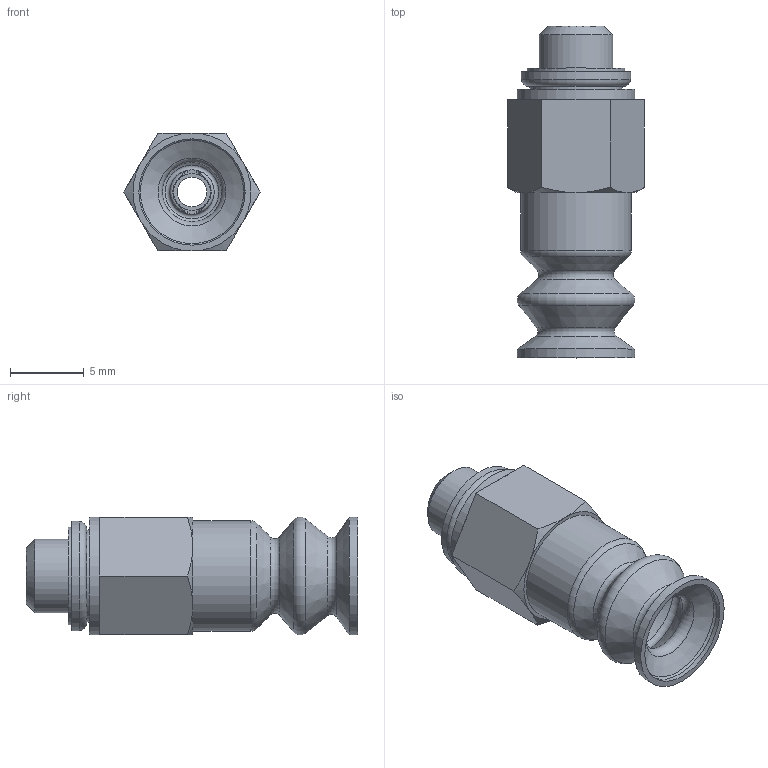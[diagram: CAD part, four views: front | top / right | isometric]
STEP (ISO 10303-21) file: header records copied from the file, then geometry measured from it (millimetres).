
FILE_DESCRIPTION(/* description */ ('STEP AP214'),/* implementation_level */ '2;1');
FILE_NAME(/* name */ '35410_VASB-8-M5-NBR',/* time_stamp */ '2024-09-10T06:25:53+02:00',/* author */ ('License CC BY-ND 4.0'),/* organization */ ('CADENAS'),/* preprocessor_version */ 'ST-DEVELOPER v19.3',/* originating_system */ 'PARTsolutions',/* authorisation */ ' ');
FILE_SCHEMA (('AUTOMOTIVE_DESIGN {1 0 10303 214 3 1 1}'));
Length unit declared in the file: millimetre
Products named in the file (1): 35410 VASB-8-M5-NBR
Bounding box: 9.24 x 22.5 x 8 mm (x, y, z)
Volume: 745.1 mm3; surface area: 950.6 mm2
Topology: 1 solids, 1 shells, 77 faces, 166 edges, 98 vertices
Faces by surface type: plane 29, cylinder 20, cone 16, torus 12
Full cylindrical faces by diameter (mm): 2 x1, 2.5 x1, 3 x1, 5 x1, 5.05 x1, 6.25 x1, 6.6 x1, 7.2 x1, 7.4 x1, 7.5 x1, 8 x2
Entity records: 1936 total; most frequent: CARTESIAN_POINT 392, DIRECTION 320, ORIENTED_EDGE 262, AXIS2_PLACEMENT_3D 139, EDGE_CURVE 131, EDGE_LOOP 118, FACE_BOUND 118, VERTEX_POINT 95
